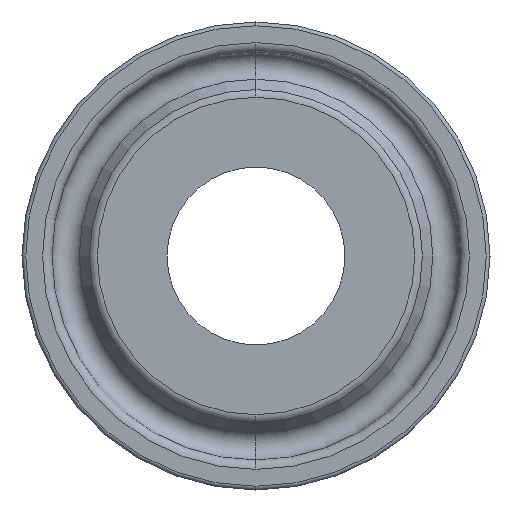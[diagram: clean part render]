
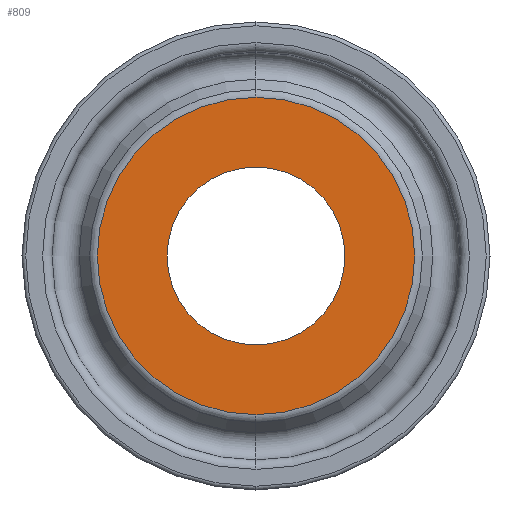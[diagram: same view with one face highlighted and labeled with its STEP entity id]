
A CAD part, left-side view. The second image highlights one B-rep face of the part: STEP entity #809.
In plain terms, the highlighted planar face has unit normal (-1, 0, 0).
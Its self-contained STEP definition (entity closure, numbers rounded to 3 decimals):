
#7 = CARTESIAN_POINT ( 'NONE',  ( 0.8, 0., 0. ) ) ;
#10 = EDGE_CURVE ( 'NONE', #257, #555, #749, .T. ) ;
#31 = DIRECTION ( 'NONE',  ( -1., 0., 0. ) ) ;
#59 = DIRECTION ( 'NONE',  ( 0., 0., 1. ) ) ;
#63 = AXIS2_PLACEMENT_3D ( 'NONE', #447, #31, #1040 ) ;
#177 = DIRECTION ( 'NONE',  ( 0., 0., 1. ) ) ;
#179 = DIRECTION ( 'NONE',  ( -1., 0., 0. ) ) ;
#197 = AXIS2_PLACEMENT_3D ( 'NONE', #738, #656, #59 ) ;
#219 = VERTEX_POINT ( 'NONE', #1039 ) ;
#257 = VERTEX_POINT ( 'NONE', #666 ) ;
#263 = DIRECTION ( 'NONE',  ( -1., 0., 0. ) ) ;
#276 = AXIS2_PLACEMENT_3D ( 'NONE', #7, #263, #177 ) ;
#308 = AXIS2_PLACEMENT_3D ( 'NONE', #592, #319, #567 ) ;
#319 = DIRECTION ( 'NONE',  ( 1., 0., 0. ) ) ;
#334 = FACE_OUTER_BOUND ( 'NONE', #395, .T. ) ;
#369 = AXIS2_PLACEMENT_3D ( 'NONE', #605, #179, #436 ) ;
#395 = EDGE_LOOP ( 'NONE', ( #966, #777 ) ) ;
#400 = FACE_BOUND ( 'NONE', #784, .T. ) ;
#404 = PLANE ( 'NONE',  #308 ) ;
#436 = DIRECTION ( 'NONE',  ( 0., 0., 1. ) ) ;
#442 = CARTESIAN_POINT ( 'NONE',  ( 0.8, 0., 4.75 ) ) ;
#447 = CARTESIAN_POINT ( 'NONE',  ( 0.8, 0., 0. ) ) ;
#461 = EDGE_CURVE ( 'NONE', #219, #1053, #835, .T. ) ;
#514 = CIRCLE ( 'NONE', #63, 4.75 ) ;
#526 = CARTESIAN_POINT ( 'NONE',  ( 0.8, 0., 8.478 ) ) ;
#555 = VERTEX_POINT ( 'NONE', #526 ) ;
#567 = DIRECTION ( 'NONE',  ( 0., 0., -1. ) ) ;
#592 = CARTESIAN_POINT ( 'NONE',  ( 0.8, 4.75, 0. ) ) ;
#605 = CARTESIAN_POINT ( 'NONE',  ( 0.8, 0., 0. ) ) ;
#636 = EDGE_CURVE ( 'NONE', #1053, #219, #514, .T. ) ;
#650 = ORIENTED_EDGE ( 'NONE', *, *, #461, .F. ) ;
#656 = DIRECTION ( 'NONE',  ( -1., 0., 0. ) ) ;
#661 = CIRCLE ( 'NONE', #369, 8.478 ) ;
#666 = CARTESIAN_POINT ( 'NONE',  ( 0.8, 0., -8.478 ) ) ;
#738 = CARTESIAN_POINT ( 'NONE',  ( 0.8, 0., 0. ) ) ;
#749 = CIRCLE ( 'NONE', #276, 8.478 ) ;
#777 = ORIENTED_EDGE ( 'NONE', *, *, #10, .T. ) ;
#784 = EDGE_LOOP ( 'NONE', ( #962, #650 ) ) ;
#809 = ADVANCED_FACE ( 'NONE', ( #400, #334 ), #404, .F. ) ;
#835 = CIRCLE ( 'NONE', #197, 4.75 ) ;
#962 = ORIENTED_EDGE ( 'NONE', *, *, #636, .F. ) ;
#966 = ORIENTED_EDGE ( 'NONE', *, *, #1056, .T. ) ;
#1039 = CARTESIAN_POINT ( 'NONE',  ( 0.8, 0., -4.75 ) ) ;
#1040 = DIRECTION ( 'NONE',  ( 0., 0., 1. ) ) ;
#1053 = VERTEX_POINT ( 'NONE', #442 ) ;
#1056 = EDGE_CURVE ( 'NONE', #555, #257, #661, .T. ) ;
